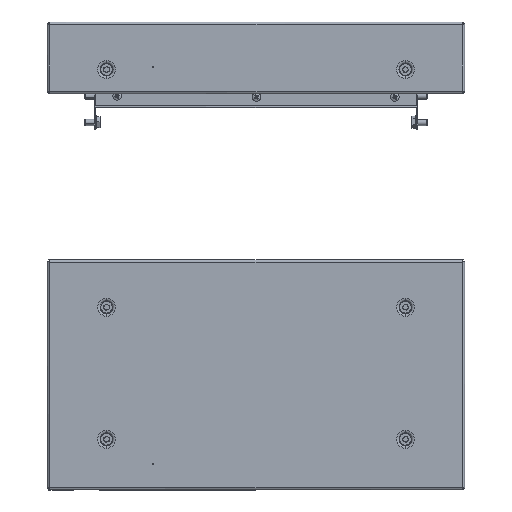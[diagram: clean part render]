
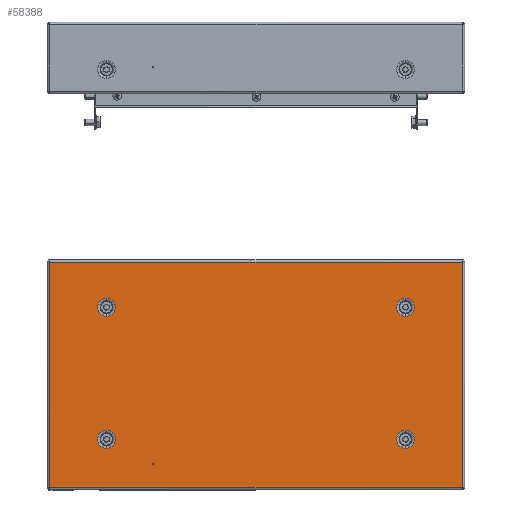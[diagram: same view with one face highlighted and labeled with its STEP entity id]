
A CAD part, top view. The second image highlights one B-rep face of the part: STEP entity #58388.
In plain terms, the highlighted planar face has unit normal (0, 0, 1).
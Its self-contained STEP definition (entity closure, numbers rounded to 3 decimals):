
#722 = DIRECTION ( 'NONE',  ( -1., 0., 0. ) ) ;
#1732 = CARTESIAN_POINT ( 'NONE',  ( 195.1, 106.6, 0. ) ) ;
#2263 = DIRECTION ( 'NONE',  ( 0., 0., 1. ) ) ;
#3075 = VECTOR ( 'NONE', #32880, 1000. ) ;
#3632 = AXIS2_PLACEMENT_3D ( 'NONE', #108745, #67042, #99896 ) ;
#3982 = DIRECTION ( 'NONE',  ( 0., 0., 1. ) ) ;
#4890 = EDGE_CURVE ( 'NONE', #11051, #23045, #84661, .T. ) ;
#5257 = DIRECTION ( 'NONE',  ( 0., 0., 1. ) ) ;
#6746 = LINE ( 'NONE', #8112, #82082 ) ;
#7280 = EDGE_CURVE ( 'NONE', #65057, #21521, #53859, .T. ) ;
#8034 = VERTEX_POINT ( 'NONE', #57290 ) ;
#8112 = CARTESIAN_POINT ( 'NONE',  ( 196.029, 106.6, 0. ) ) ;
#8190 = ORIENTED_EDGE ( 'NONE', *, *, #17337, .T. ) ;
#8663 = CIRCLE ( 'NONE', #58420, 8.443 ) ;
#9558 = ORIENTED_EDGE ( 'NONE', *, *, #34138, .F. ) ;
#10043 = CARTESIAN_POINT ( 'NONE',  ( -141.5, 72.443, 0. ) ) ;
#10812 = DIRECTION ( 'NONE',  ( 0., 1., 0. ) ) ;
#10851 = CARTESIAN_POINT ( 'NONE',  ( -141.5, 64., 0. ) ) ;
#11051 = VERTEX_POINT ( 'NONE', #48842 ) ;
#11651 = ORIENTED_EDGE ( 'NONE', *, *, #95981, .F. ) ;
#12751 = FACE_OUTER_BOUND ( 'NONE', #33515, .T. ) ;
#15009 = LINE ( 'NONE', #82391, #3075 ) ;
#15415 = DIRECTION ( 'NONE',  ( 0., -1., 0. ) ) ;
#16411 = EDGE_CURVE ( 'NONE', #8034, #78682, #85456, .T. ) ;
#17337 = EDGE_CURVE ( 'NONE', #86643, #40844, #74542, .T. ) ;
#18915 = CIRCLE ( 'NONE', #78693, 8.443 ) ;
#19838 = ORIENTED_EDGE ( 'NONE', *, *, #61014, .F. ) ;
#21521 = VERTEX_POINT ( 'NONE', #83626 ) ;
#21698 = DIRECTION ( 'NONE',  ( 0., 0., 1. ) ) ;
#22819 = EDGE_LOOP ( 'NONE', ( #9558, #40703 ) ) ;
#23045 = VERTEX_POINT ( 'NONE', #25772 ) ;
#24116 = DIRECTION ( 'NONE',  ( 0., 0., 1. ) ) ;
#25415 = EDGE_CURVE ( 'NONE', #61933, #86643, #15009, .T. ) ;
#25772 = CARTESIAN_POINT ( 'NONE',  ( -97., -84., 0. ) ) ;
#25798 = DIRECTION ( 'NONE',  ( -1., 0., 0. ) ) ;
#26540 = AXIS2_PLACEMENT_3D ( 'NONE', #70368, #87756, #78821 ) ;
#27000 = VERTEX_POINT ( 'NONE', #104288 ) ;
#27060 = DIRECTION ( 'NONE',  ( 0., 1., 0. ) ) ;
#28935 = CARTESIAN_POINT ( 'NONE',  ( 141.5, -69.443, 0. ) ) ;
#30861 = DIRECTION ( 'NONE',  ( 0., 1., 0. ) ) ;
#32880 = DIRECTION ( 'NONE',  ( 1., 0., 0. ) ) ;
#32926 = CARTESIAN_POINT ( 'NONE',  ( -141.5, -61., 0. ) ) ;
#33174 = CARTESIAN_POINT ( 'NONE',  ( -97.5, -84., 0. ) ) ;
#33515 = EDGE_LOOP ( 'NONE', ( #79177, #60948, #8190, #56366 ) ) ;
#34138 = EDGE_CURVE ( 'NONE', #54042, #36228, #8663, .T. ) ;
#34854 = AXIS2_PLACEMENT_3D ( 'NONE', #10851, #86485, #27060 ) ;
#35292 = ORIENTED_EDGE ( 'NONE', *, *, #7280, .F. ) ;
#36228 = VERTEX_POINT ( 'NONE', #90346 ) ;
#37297 = EDGE_LOOP ( 'NONE', ( #19838, #35292 ) ) ;
#37593 = DIRECTION ( 'NONE',  ( 0., 0., 1. ) ) ;
#37970 = CARTESIAN_POINT ( 'NONE',  ( 0., 0., 0. ) ) ;
#38214 = CIRCLE ( 'NONE', #34854, 8.443 ) ;
#39249 = CARTESIAN_POINT ( 'NONE',  ( -141.5, -52.557, 0. ) ) ;
#39742 = CARTESIAN_POINT ( 'NONE',  ( 141.5, 64., 0. ) ) ;
#40703 = ORIENTED_EDGE ( 'NONE', *, *, #92593, .F. ) ;
#40844 = VERTEX_POINT ( 'NONE', #1732 ) ;
#43316 = AXIS2_PLACEMENT_3D ( 'NONE', #39742, #49326, #64861 ) ;
#48436 = EDGE_CURVE ( 'NONE', #23045, #11051, #68282, .T. ) ;
#48822 = AXIS2_PLACEMENT_3D ( 'NONE', #80357, #21698, #30861 ) ;
#48842 = CARTESIAN_POINT ( 'NONE',  ( -98., -84., 0. ) ) ;
#49326 = DIRECTION ( 'NONE',  ( 0., 0., 1. ) ) ;
#50214 = ORIENTED_EDGE ( 'NONE', *, *, #4890, .T. ) ;
#50360 = EDGE_LOOP ( 'NONE', ( #84401, #72763 ) ) ;
#50770 = CARTESIAN_POINT ( 'NONE',  ( -195.1, 107.529, 0. ) ) ;
#50896 = FACE_BOUND ( 'NONE', #37297, .T. ) ;
#53859 = CIRCLE ( 'NONE', #109177, 8.443 ) ;
#54042 = VERTEX_POINT ( 'NONE', #39249 ) ;
#55156 = CIRCLE ( 'NONE', #48822, 8.443 ) ;
#56366 = ORIENTED_EDGE ( 'NONE', *, *, #103492, .T. ) ;
#57290 = CARTESIAN_POINT ( 'NONE',  ( 141.5, -52.557, 0. ) ) ;
#58388 = ADVANCED_FACE ( 'NONE', ( #78630, #94581, #70727, #50896, #76043, #12751 ), #88612, .T. ) ;
#58420 = AXIS2_PLACEMENT_3D ( 'NONE', #32926, #24116, #98997 ) ;
#58575 = EDGE_LOOP ( 'NONE', ( #50214, #107446 ) ) ;
#58891 = CIRCLE ( 'NONE', #43316, 8.443 ) ;
#59322 = ORIENTED_EDGE ( 'NONE', *, *, #87824, .F. ) ;
#60948 = ORIENTED_EDGE ( 'NONE', *, *, #25415, .T. ) ;
#61014 = EDGE_CURVE ( 'NONE', #21521, #65057, #58891, .T. ) ;
#61933 = VERTEX_POINT ( 'NONE', #97324 ) ;
#64258 = EDGE_CURVE ( 'NONE', #27000, #61933, #85381, .T. ) ;
#64861 = DIRECTION ( 'NONE',  ( 0., 1., 0. ) ) ;
#65057 = VERTEX_POINT ( 'NONE', #101938 ) ;
#66583 = DIRECTION ( 'NONE',  ( 0., 1., 0. ) ) ;
#67042 = DIRECTION ( 'NONE',  ( 0., 0., -1. ) ) ;
#68282 = CIRCLE ( 'NONE', #104427, 0.5 ) ;
#69432 = VECTOR ( 'NONE', #15415, 1000. ) ;
#70368 = CARTESIAN_POINT ( 'NONE',  ( 141.5, -61., 0. ) ) ;
#70727 = FACE_BOUND ( 'NONE', #22819, .T. ) ;
#70737 = CARTESIAN_POINT ( 'NONE',  ( 195.1, -106.6, 0. ) ) ;
#71058 = CIRCLE ( 'NONE', #76159, 8.443 ) ;
#72763 = ORIENTED_EDGE ( 'NONE', *, *, #98621, .F. ) ;
#72782 = CARTESIAN_POINT ( 'NONE',  ( 141.5, -61., 0. ) ) ;
#73635 = EDGE_LOOP ( 'NONE', ( #11651, #59322 ) ) ;
#74159 = VERTEX_POINT ( 'NONE', #89488 ) ;
#74542 = LINE ( 'NONE', #101629, #83794 ) ;
#76043 = FACE_BOUND ( 'NONE', #73635, .T. ) ;
#76159 = AXIS2_PLACEMENT_3D ( 'NONE', #72782, #5257, #81262 ) ;
#78630 = FACE_BOUND ( 'NONE', #58575, .T. ) ;
#78682 = VERTEX_POINT ( 'NONE', #28935 ) ;
#78693 = AXIS2_PLACEMENT_3D ( 'NONE', #81101, #3982, #97354 ) ;
#78821 = DIRECTION ( 'NONE',  ( 0., 1., 0. ) ) ;
#79177 = ORIENTED_EDGE ( 'NONE', *, *, #64258, .T. ) ;
#80102 = DIRECTION ( 'NONE',  ( 1., 0., 0. ) ) ;
#80357 = CARTESIAN_POINT ( 'NONE',  ( -141.5, 64., 0. ) ) ;
#81101 = CARTESIAN_POINT ( 'NONE',  ( -141.5, -61., 0. ) ) ;
#81262 = DIRECTION ( 'NONE',  ( 0., 1., 0. ) ) ;
#82082 = VECTOR ( 'NONE', #25798, 1000. ) ;
#82391 = CARTESIAN_POINT ( 'NONE',  ( -196.029, -106.6, 0. ) ) ;
#83319 = AXIS2_PLACEMENT_3D ( 'NONE', #37970, #37593, #80102 ) ;
#83626 = CARTESIAN_POINT ( 'NONE',  ( 141.5, 72.443, 0. ) ) ;
#83794 = VECTOR ( 'NONE', #66583, 1000. ) ;
#84401 = ORIENTED_EDGE ( 'NONE', *, *, #16411, .F. ) ;
#84661 = CIRCLE ( 'NONE', #3632, 0.5 ) ;
#85381 = LINE ( 'NONE', #50770, #69432 ) ;
#85456 = CIRCLE ( 'NONE', #26540, 8.443 ) ;
#86485 = DIRECTION ( 'NONE',  ( 0., 0., 1. ) ) ;
#86643 = VERTEX_POINT ( 'NONE', #70737 ) ;
#87756 = DIRECTION ( 'NONE',  ( 0., 0., 1. ) ) ;
#87824 = EDGE_CURVE ( 'NONE', #74159, #104845, #38214, .T. ) ;
#88612 = PLANE ( 'NONE',  #83319 ) ;
#89488 = CARTESIAN_POINT ( 'NONE',  ( -141.5, 55.557, 0. ) ) ;
#90346 = CARTESIAN_POINT ( 'NONE',  ( -141.5, -69.443, 0. ) ) ;
#92593 = EDGE_CURVE ( 'NONE', #36228, #54042, #18915, .T. ) ;
#93004 = DIRECTION ( 'NONE',  ( 0., 0., -1. ) ) ;
#94581 = FACE_BOUND ( 'NONE', #50360, .T. ) ;
#95981 = EDGE_CURVE ( 'NONE', #104845, #74159, #55156, .T. ) ;
#97324 = CARTESIAN_POINT ( 'NONE',  ( -195.1, -106.6, 0. ) ) ;
#97354 = DIRECTION ( 'NONE',  ( 0., 1., 0. ) ) ;
#98621 = EDGE_CURVE ( 'NONE', #78682, #8034, #71058, .T. ) ;
#98997 = DIRECTION ( 'NONE',  ( 0., 1., 0. ) ) ;
#99896 = DIRECTION ( 'NONE',  ( -1., 0., 0. ) ) ;
#101629 = CARTESIAN_POINT ( 'NONE',  ( 195.1, -107.529, 0. ) ) ;
#101938 = CARTESIAN_POINT ( 'NONE',  ( 141.5, 55.557, 0. ) ) ;
#103358 = CARTESIAN_POINT ( 'NONE',  ( 141.5, 64., 0. ) ) ;
#103492 = EDGE_CURVE ( 'NONE', #40844, #27000, #6746, .T. ) ;
#104288 = CARTESIAN_POINT ( 'NONE',  ( -195.1, 106.6, 0. ) ) ;
#104427 = AXIS2_PLACEMENT_3D ( 'NONE', #33174, #93004, #722 ) ;
#104845 = VERTEX_POINT ( 'NONE', #10043 ) ;
#107446 = ORIENTED_EDGE ( 'NONE', *, *, #48436, .T. ) ;
#108745 = CARTESIAN_POINT ( 'NONE',  ( -97.5, -84., 0. ) ) ;
#109177 = AXIS2_PLACEMENT_3D ( 'NONE', #103358, #2263, #10812 ) ;
